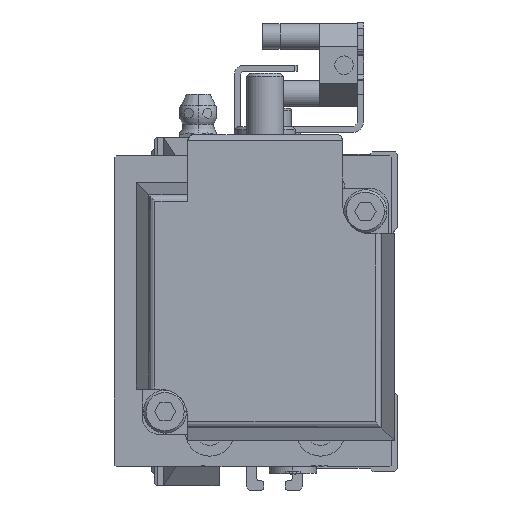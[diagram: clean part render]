
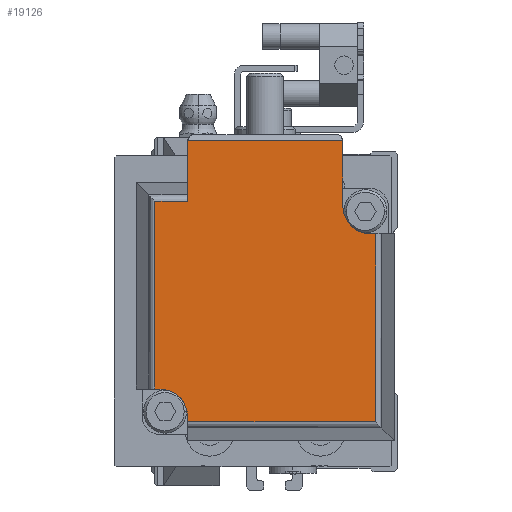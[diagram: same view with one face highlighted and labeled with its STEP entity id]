
A CAD part, left-side view. The second image highlights one B-rep face of the part: STEP entity #19126.
In plain terms, the highlighted face is planar.
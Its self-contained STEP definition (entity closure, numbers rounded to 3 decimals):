
#386 = CARTESIAN_POINT ( 'NONE',  ( 27.7, 82.4, 12.6 ) ) ;
#426 = VECTOR ( 'NONE', #28675, 1000. ) ;
#1900 = CARTESIAN_POINT ( 'NONE',  ( -17.929, 82.4, 25. ) ) ;
#1909 = VECTOR ( 'NONE', #35424, 1000. ) ;
#2560 = CARTESIAN_POINT ( 'NONE',  ( -17.1, 82.4, -12.6 ) ) ;
#2801 = VERTEX_POINT ( 'NONE', #386 ) ;
#3873 = ORIENTED_EDGE ( 'NONE', *, *, #24904, .T. ) ;
#4518 = AXIS2_PLACEMENT_3D ( 'NONE', #11873, #4647, #33088 ) ;
#4647 = DIRECTION ( 'NONE',  ( 0., -1., 0. ) ) ;
#5548 = CARTESIAN_POINT ( 'NONE',  ( -12.6, 82.4, -17.929 ) ) ;
#7217 = CARTESIAN_POINT ( 'NONE',  ( -12.6, 82.4, 25. ) ) ;
#7484 = ORIENTED_EDGE ( 'NONE', *, *, #43638, .T. ) ;
#8478 = DIRECTION ( 'NONE',  ( 0., 0., -1. ) ) ;
#8705 = CARTESIAN_POINT ( 'NONE',  ( 17.929, 82.4, -12.6 ) ) ;
#9311 = VERTEX_POINT ( 'NONE', #40967 ) ;
#11698 = EDGE_CURVE ( 'NONE', #32789, #15836, #44822, .T. ) ;
#11873 = CARTESIAN_POINT ( 'NONE',  ( 17.929, 82.4, 25. ) ) ;
#13936 = ORIENTED_EDGE ( 'NONE', *, *, #36260, .F. ) ;
#13979 = CARTESIAN_POINT ( 'NONE',  ( 25., 82.4, 17.929 ) ) ;
#14152 = DIRECTION ( 'NONE',  ( 0., 0., -1. ) ) ;
#14210 = LINE ( 'NONE', #7217, #426 ) ;
#14699 = DIRECTION ( 'NONE',  ( 0., 0., -1. ) ) ;
#15836 = VERTEX_POINT ( 'NONE', #28305 ) ;
#16147 = ORIENTED_EDGE ( 'NONE', *, *, #43269, .T. ) ;
#17524 = VECTOR ( 'NONE', #19030, 1000. ) ;
#18133 = ORIENTED_EDGE ( 'NONE', *, *, #39072, .F. ) ;
#18152 = VERTEX_POINT ( 'NONE', #5548 ) ;
#19030 = DIRECTION ( 'NONE',  ( 0., 0., -1. ) ) ;
#19126 = ADVANCED_FACE ( 'NONE', ( #22368 ), #19318, .F. ) ;
#19217 = VECTOR ( 'NONE', #20995, 1000. ) ;
#19254 = VECTOR ( 'NONE', #27477, 1000. ) ;
#19318 = PLANE ( 'NONE',  #4518 ) ;
#19721 = VERTEX_POINT ( 'NONE', #20405 ) ;
#20065 = CARTESIAN_POINT ( 'NONE',  ( 12.6, 82.4, 17.1 ) ) ;
#20405 = CARTESIAN_POINT ( 'NONE',  ( -17.929, 82.4, -12.6 ) ) ;
#20811 = CARTESIAN_POINT ( 'NONE',  ( 27.7, 82.4, 12.6 ) ) ;
#20995 = DIRECTION ( 'NONE',  ( -1., 0., 0. ) ) ;
#21331 = CARTESIAN_POINT ( 'NONE',  ( 12.6, 82.4, 17.929 ) ) ;
#21862 = VERTEX_POINT ( 'NONE', #2560 ) ;
#22368 = FACE_OUTER_BOUND ( 'NONE', #28373, .T. ) ;
#22527 = CARTESIAN_POINT ( 'NONE',  ( 27.7, 82.4, -12.6 ) ) ;
#23614 = LINE ( 'NONE', #20811, #40822 ) ;
#24208 = CARTESIAN_POINT ( 'NONE',  ( 12.6, 82.4, 25. ) ) ;
#24904 = EDGE_CURVE ( 'NONE', #2801, #32789, #23614, .T. ) ;
#24944 = LINE ( 'NONE', #32168, #1909 ) ;
#26102 = VERTEX_POINT ( 'NONE', #21331 ) ;
#26440 = LINE ( 'NONE', #8705, #29408 ) ;
#26862 = EDGE_CURVE ( 'NONE', #26102, #34726, #45176, .T. ) ;
#27430 = ORIENTED_EDGE ( 'NONE', *, *, #36736, .F. ) ;
#27477 = DIRECTION ( 'NONE',  ( 0., 0., -1. ) ) ;
#28038 = DIRECTION ( 'NONE',  ( -1., 0., 0. ) ) ;
#28305 = CARTESIAN_POINT ( 'NONE',  ( 17.929, 82.4, -12.6 ) ) ;
#28373 = EDGE_LOOP ( 'NONE', ( #27430, #45826, #3873, #35902, #16147, #30765, #7484, #18133, #45536, #28661, #13936, #43489 ) ) ;
#28661 = ORIENTED_EDGE ( 'NONE', *, *, #40691, .F. ) ;
#28675 = DIRECTION ( 'NONE',  ( 0., 0., 1. ) ) ;
#28800 = VERTEX_POINT ( 'NONE', #37479 ) ;
#29408 = VECTOR ( 'NONE', #37150, 1000. ) ;
#29548 = LINE ( 'NONE', #43747, #17524 ) ;
#30000 = CARTESIAN_POINT ( 'NONE',  ( 25., 82.4, -17.929 ) ) ;
#30679 = LINE ( 'NONE', #30000, #44989 ) ;
#30765 = ORIENTED_EDGE ( 'NONE', *, *, #31523, .T. ) ;
#31523 = EDGE_CURVE ( 'NONE', #45979, #18152, #30679, .T. ) ;
#31552 = VECTOR ( 'NONE', #28038, 1000. ) ;
#31971 = EDGE_CURVE ( 'NONE', #21862, #19721, #26440, .T. ) ;
#32008 = AXIS2_PLACEMENT_3D ( 'NONE', #35687, #39635, #14699 ) ;
#32168 = CARTESIAN_POINT ( 'NONE',  ( 17.929, 82.4, 12.6 ) ) ;
#32789 = VERTEX_POINT ( 'NONE', #22527 ) ;
#33088 = DIRECTION ( 'NONE',  ( 0., 0., -1. ) ) ;
#33404 = AXIS2_PLACEMENT_3D ( 'NONE', #42593, #46069, #14152 ) ;
#33701 = VERTEX_POINT ( 'NONE', #45215 ) ;
#34470 = VECTOR ( 'NONE', #8478, 1000. ) ;
#34726 = VERTEX_POINT ( 'NONE', #20065 ) ;
#34890 = CIRCLE ( 'NONE', #33404, 4.5 ) ;
#34960 = CIRCLE ( 'NONE', #32008, 4.5 ) ;
#35026 = DIRECTION ( 'NONE',  ( 0., 0., -1. ) ) ;
#35424 = DIRECTION ( 'NONE',  ( 1., 0., 0. ) ) ;
#35687 = CARTESIAN_POINT ( 'NONE',  ( -17.1, 82.4, -17.1 ) ) ;
#35902 = ORIENTED_EDGE ( 'NONE', *, *, #11698, .T. ) ;
#36260 = EDGE_CURVE ( 'NONE', #26102, #9311, #42187, .T. ) ;
#36736 = EDGE_CURVE ( 'NONE', #28800, #34726, #34890, .T. ) ;
#37150 = DIRECTION ( 'NONE',  ( -1., 0., 0. ) ) ;
#37479 = CARTESIAN_POINT ( 'NONE',  ( 17.1, 82.4, 12.6 ) ) ;
#39072 = EDGE_CURVE ( 'NONE', #21862, #33701, #34960, .T. ) ;
#39635 = DIRECTION ( 'NONE',  ( 0., 1., 0. ) ) ;
#40409 = LINE ( 'NONE', #1900, #34470 ) ;
#40548 = CARTESIAN_POINT ( 'NONE',  ( 17.929, 82.4, -17.929 ) ) ;
#40691 = EDGE_CURVE ( 'NONE', #9311, #19721, #40409, .T. ) ;
#40822 = VECTOR ( 'NONE', #35026, 1000. ) ;
#40922 = DIRECTION ( 'NONE',  ( -1., 0., 0. ) ) ;
#40967 = CARTESIAN_POINT ( 'NONE',  ( -17.929, 82.4, 17.929 ) ) ;
#41773 = CARTESIAN_POINT ( 'NONE',  ( 27.7, 82.4, -12.6 ) ) ;
#42187 = LINE ( 'NONE', #13979, #19217 ) ;
#42593 = CARTESIAN_POINT ( 'NONE',  ( 17.1, 82.4, 17.1 ) ) ;
#43269 = EDGE_CURVE ( 'NONE', #15836, #45979, #29548, .T. ) ;
#43489 = ORIENTED_EDGE ( 'NONE', *, *, #26862, .T. ) ;
#43580 = EDGE_CURVE ( 'NONE', #28800, #2801, #24944, .T. ) ;
#43638 = EDGE_CURVE ( 'NONE', #18152, #33701, #14210, .T. ) ;
#43747 = CARTESIAN_POINT ( 'NONE',  ( 17.929, 82.4, 25. ) ) ;
#44822 = LINE ( 'NONE', #41773, #31552 ) ;
#44989 = VECTOR ( 'NONE', #40922, 1000. ) ;
#45176 = LINE ( 'NONE', #24208, #19254 ) ;
#45215 = CARTESIAN_POINT ( 'NONE',  ( -12.6, 82.4, -17.1 ) ) ;
#45536 = ORIENTED_EDGE ( 'NONE', *, *, #31971, .T. ) ;
#45826 = ORIENTED_EDGE ( 'NONE', *, *, #43580, .T. ) ;
#45979 = VERTEX_POINT ( 'NONE', #40548 ) ;
#46069 = DIRECTION ( 'NONE',  ( 0., 1., 0. ) ) ;
